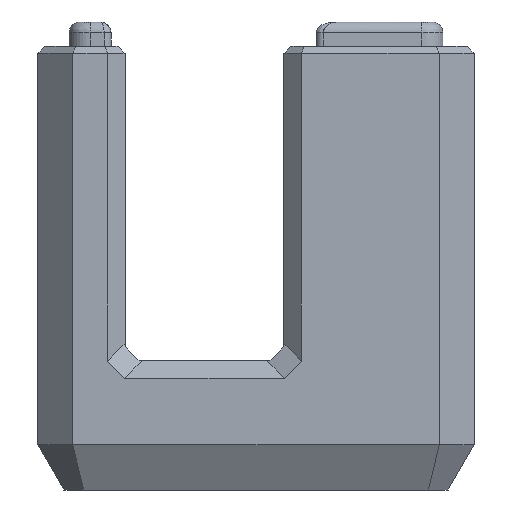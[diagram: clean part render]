
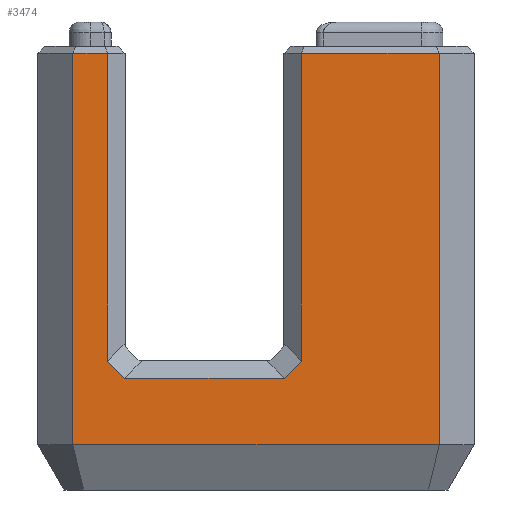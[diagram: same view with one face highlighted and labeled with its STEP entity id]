
A CAD part, left-side view. The second image highlights one B-rep face of the part: STEP entity #3474.
In plain terms, the highlighted planar face has unit normal (-1, 0, 0).
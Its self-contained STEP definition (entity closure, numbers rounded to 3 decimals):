
#222=FACE_OUTER_BOUND('',#441,.T.);
#441=EDGE_LOOP('',(#2357,#2358,#2359,#2360,#2361,#2362,#2363,#2364,#2365,
#2366));
#671=LINE('',#5045,#1073);
#698=LINE('',#5098,#1100);
#700=LINE('',#5102,#1102);
#701=LINE('',#5104,#1103);
#702=LINE('',#5106,#1104);
#703=LINE('',#5108,#1105);
#704=LINE('',#5110,#1106);
#705=LINE('',#5112,#1107);
#706=LINE('',#5114,#1108);
#707=LINE('',#5115,#1109);
#1073=VECTOR('',#4038,10.);
#1100=VECTOR('',#4085,10.);
#1102=VECTOR('',#4089,10.);
#1103=VECTOR('',#4090,10.);
#1104=VECTOR('',#4091,10.);
#1105=VECTOR('',#4092,10.);
#1106=VECTOR('',#4093,10.);
#1107=VECTOR('',#4094,10.);
#1108=VECTOR('',#4095,10.);
#1109=VECTOR('',#4096,10.);
#1473=VERTEX_POINT('',#5042);
#1474=VERTEX_POINT('',#5044);
#1490=VERTEX_POINT('',#5097);
#1491=VERTEX_POINT('',#5101);
#1492=VERTEX_POINT('',#5103);
#1493=VERTEX_POINT('',#5105);
#1494=VERTEX_POINT('',#5107);
#1495=VERTEX_POINT('',#5109);
#1496=VERTEX_POINT('',#5111);
#1497=VERTEX_POINT('',#5113);
#1786=EDGE_CURVE('',#1473,#1474,#671,.T.);
#1813=EDGE_CURVE('',#1474,#1490,#698,.T.);
#1815=EDGE_CURVE('',#1491,#1473,#700,.T.);
#1816=EDGE_CURVE('',#1492,#1491,#701,.T.);
#1817=EDGE_CURVE('',#1493,#1492,#702,.T.);
#1818=EDGE_CURVE('',#1494,#1493,#703,.T.);
#1819=EDGE_CURVE('',#1495,#1494,#704,.T.);
#1820=EDGE_CURVE('',#1496,#1495,#705,.T.);
#1821=EDGE_CURVE('',#1497,#1496,#706,.T.);
#1822=EDGE_CURVE('',#1490,#1497,#707,.T.);
#2357=ORIENTED_EDGE('',*,*,#1786,.F.);
#2358=ORIENTED_EDGE('',*,*,#1815,.F.);
#2359=ORIENTED_EDGE('',*,*,#1816,.F.);
#2360=ORIENTED_EDGE('',*,*,#1817,.F.);
#2361=ORIENTED_EDGE('',*,*,#1818,.F.);
#2362=ORIENTED_EDGE('',*,*,#1819,.F.);
#2363=ORIENTED_EDGE('',*,*,#1820,.F.);
#2364=ORIENTED_EDGE('',*,*,#1821,.F.);
#2365=ORIENTED_EDGE('',*,*,#1822,.F.);
#2366=ORIENTED_EDGE('',*,*,#1813,.F.);
#3320=PLANE('',#3712);
#3474=ADVANCED_FACE('',(#222),#3320,.T.);
#3712=AXIS2_PLACEMENT_3D('',#5100,#4087,#4088);
#4038=DIRECTION('',(0.,1.,0.));
#4085=DIRECTION('',(0.,0.,1.));
#4087=DIRECTION('center_axis',(-1.,0.,0.));
#4088=DIRECTION('ref_axis',(0.,-1.,0.));
#4089=DIRECTION('',(0.,0.,-1.));
#4090=DIRECTION('',(0.,-1.,0.));
#4091=DIRECTION('',(0.,0.,1.));
#4092=DIRECTION('',(0.,-0.707,0.707));
#4093=DIRECTION('',(0.,-1.,0.));
#4094=DIRECTION('',(0.,-0.707,-0.707));
#4095=DIRECTION('',(0.,0.,-1.));
#4096=DIRECTION('',(0.,-1.,0.));
#5042=CARTESIAN_POINT('',(-20.,-10.5,2.598));
#5044=CARTESIAN_POINT('',(-20.,10.5,2.598));
#5045=CARTESIAN_POINT('',(-20.,6.25,2.598));
#5097=CARTESIAN_POINT('',(-20.,10.5,25.));
#5098=CARTESIAN_POINT('',(-20.,10.5,3.));
#5100=CARTESIAN_POINT('Origin',(-20.,12.5,3.));
#5101=CARTESIAN_POINT('',(-20.,-10.5,25.));
#5102=CARTESIAN_POINT('',(-20.,-10.5,3.));
#5103=CARTESIAN_POINT('',(-20.,-2.6,25.));
#5104=CARTESIAN_POINT('',(-20.,2.725,25.));
#5105=CARTESIAN_POINT('',(-20.,-2.6,7.38));
#5106=CARTESIAN_POINT('',(-20.,-2.6,3.));
#5107=CARTESIAN_POINT('',(-20.,-1.62,6.4));
#5108=CARTESIAN_POINT('',(-20.,2.515,2.265));
#5109=CARTESIAN_POINT('',(-20.,7.52,6.4));
#5110=CARTESIAN_POINT('',(-20.,6.25,6.4));
#5111=CARTESIAN_POINT('',(-20.,8.5,7.38));
#5112=CARTESIAN_POINT('',(-20.,8.16,7.04));
#5113=CARTESIAN_POINT('',(-20.,8.5,25.));
#5114=CARTESIAN_POINT('',(-20.,8.5,3.));
#5115=CARTESIAN_POINT('',(-20.,11.,25.));
